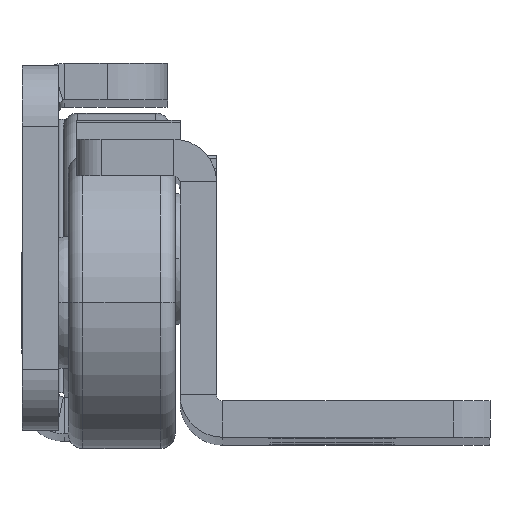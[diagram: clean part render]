
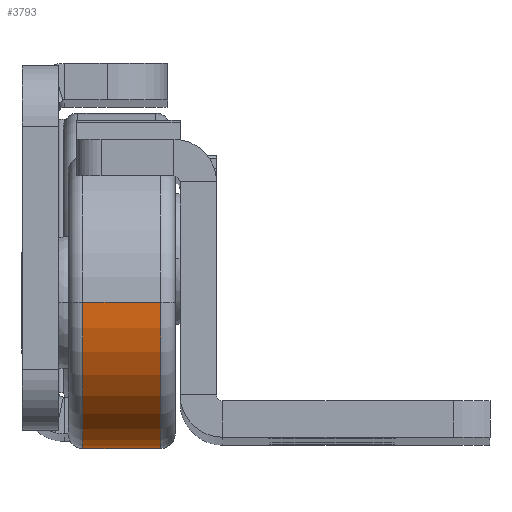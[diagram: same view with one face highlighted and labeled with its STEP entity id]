
A CAD part, top view. The second image highlights one B-rep face of the part: STEP entity #3793.
In plain terms, the highlighted cylindrical face has radius 12 mm (diameter 24 mm), a partial arc.
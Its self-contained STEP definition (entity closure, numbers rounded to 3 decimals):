
#116 = AXIS2_PLACEMENT_3D ( 'NONE', #14947, #9550, #3543 ) ;
#307 = VERTEX_POINT ( 'NONE', #11878 ) ;
#1951 = CARTESIAN_POINT ( 'NONE',  ( 0., 0., 12. ) ) ;
#2364 = VERTEX_POINT ( 'NONE', #4804 ) ;
#3176 = CARTESIAN_POINT ( 'NONE',  ( 1.2, 0., 0. ) ) ;
#3230 = CARTESIAN_POINT ( 'NONE',  ( 1.2, 0., 12. ) ) ;
#3384 = DIRECTION ( 'NONE',  ( -1., 0., 0. ) ) ;
#3543 = DIRECTION ( 'NONE',  ( 0., 0., 1. ) ) ;
#3793 = ADVANCED_FACE ( 'NONE', ( #18093 ), #13629, .T. ) ;
#3841 = VECTOR ( 'NONE', #3384, 1000. ) ;
#4555 = ORIENTED_EDGE ( 'NONE', *, *, #17957, .F. ) ;
#4804 = CARTESIAN_POINT ( 'NONE',  ( 7.6, 0., 12. ) ) ;
#4869 = LINE ( 'NONE', #14846, #13399 ) ;
#5801 = EDGE_CURVE ( 'NONE', #13452, #14517, #9006, .T. ) ;
#7364 = EDGE_CURVE ( 'NONE', #2364, #307, #13892, .T. ) ;
#7550 = DIRECTION ( 'NONE',  ( -1., 0., 0. ) ) ;
#7667 = EDGE_LOOP ( 'NONE', ( #11114, #10611, #9116, #4555 ) ) ;
#8999 = DIRECTION ( 'NONE',  ( -1., 0., 0. ) ) ;
#9006 = CIRCLE ( 'NONE', #13231, 12. ) ;
#9116 = ORIENTED_EDGE ( 'NONE', *, *, #5801, .F. ) ;
#9550 = DIRECTION ( 'NONE',  ( -1., 0., 0. ) ) ;
#9927 = CARTESIAN_POINT ( 'NONE',  ( 1.2, 0., -12. ) ) ;
#10611 = ORIENTED_EDGE ( 'NONE', *, *, #14647, .T. ) ;
#11114 = ORIENTED_EDGE ( 'NONE', *, *, #7364, .T. ) ;
#11878 = CARTESIAN_POINT ( 'NONE',  ( 7.6, 0., -12. ) ) ;
#11938 = LINE ( 'NONE', #1951, #3841 ) ;
#13231 = AXIS2_PLACEMENT_3D ( 'NONE', #3176, #8999, #15929 ) ;
#13399 = VECTOR ( 'NONE', #14658, 1000. ) ;
#13452 = VERTEX_POINT ( 'NONE', #3230 ) ;
#13629 = CYLINDRICAL_SURFACE ( 'NONE', #116, 12. ) ;
#13892 = CIRCLE ( 'NONE', #18756, 12. ) ;
#14384 = CARTESIAN_POINT ( 'NONE',  ( 7.6, 0., 0. ) ) ;
#14517 = VERTEX_POINT ( 'NONE', #9927 ) ;
#14647 = EDGE_CURVE ( 'NONE', #307, #14517, #4869, .T. ) ;
#14658 = DIRECTION ( 'NONE',  ( -1., 0., 0. ) ) ;
#14846 = CARTESIAN_POINT ( 'NONE',  ( 0., 0., -12. ) ) ;
#14947 = CARTESIAN_POINT ( 'NONE',  ( 0., 0., 0. ) ) ;
#15929 = DIRECTION ( 'NONE',  ( 0., 0., 1. ) ) ;
#16100 = DIRECTION ( 'NONE',  ( 0., 0., 1. ) ) ;
#17957 = EDGE_CURVE ( 'NONE', #2364, #13452, #11938, .T. ) ;
#18093 = FACE_OUTER_BOUND ( 'NONE', #7667, .T. ) ;
#18756 = AXIS2_PLACEMENT_3D ( 'NONE', #14384, #7550, #16100 ) ;
